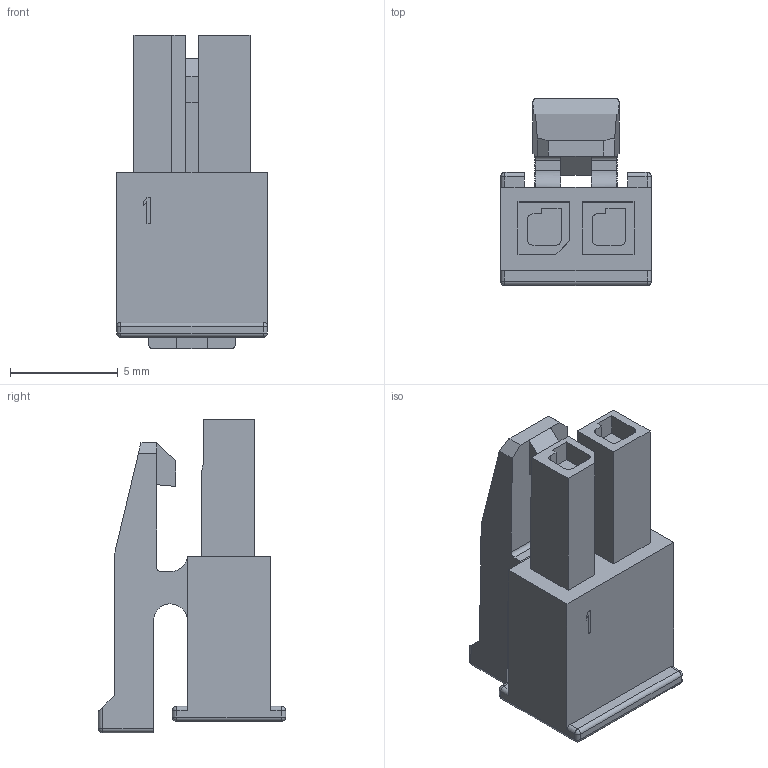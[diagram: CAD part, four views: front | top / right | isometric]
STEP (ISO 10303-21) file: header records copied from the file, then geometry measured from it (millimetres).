
FILE_DESCRIPTION((''),'2;1');
FILE_NAME('C-1445022-2','2020-01-02T06:21:15',('workeradm'),('TE Connectivity Ltd.'),'CREO PARAMETRIC BY PTC INC, 2019030','CREO PARAMETRIC BY PTC INC, 2019030','');
FILE_SCHEMA(('AUTOMOTIVE_DESIGN { 1 0 10303 214 1 1 1 1 }'));
Length unit declared in the file: millimetre
Products named in the file (1): C-1445022-2
Bounding box: 7 x 8.7 x 14.57 mm (x, y, z)
Volume: 362.2 mm3; surface area: 566.2 mm2
Topology: 1 solids, 1 shells, 187 faces, 476 edges, 296 vertices
Faces by surface type: plane 121, cylinder 44, cone 12, sphere 10
Entity records: 5750 total; most frequent: CARTESIAN_POINT 1011, ORIENTED_EDGE 952, DIRECTION 938, EDGE_CURVE 476, VECTOR 376, LINE 376, VERTEX_POINT 296, AXIS2_PLACEMENT_3D 281
